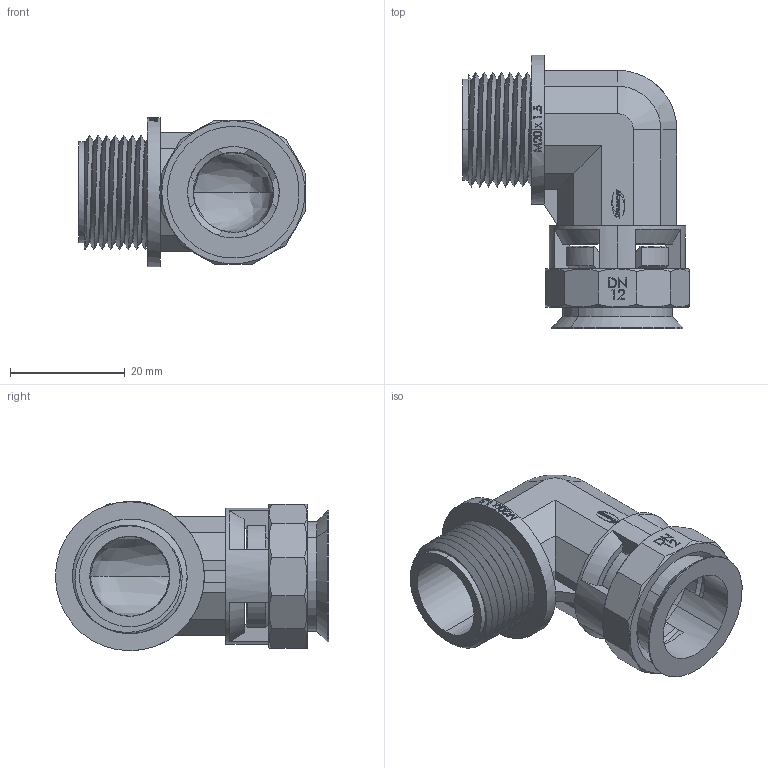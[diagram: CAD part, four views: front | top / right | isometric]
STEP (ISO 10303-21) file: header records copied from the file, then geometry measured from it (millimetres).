
FILE_DESCRIPTION (( 'STEP AP203' ), '1' );
FILE_NAME ('(NEC-12M25-)_I3040_0004_03_0.STEP', '2012-06-19T08:30:38', ( 'Llorenç' ), ( '' ), 'SwSTEP 2.0', 'SolidWorks 2007', '' );
FILE_SCHEMA (( 'CONFIG_CONTROL_DESIGN' ));
Length unit declared in the file: millimetre
Products named in the file (1): (NEC-12M25-)_I3040_0004_03_0
Bounding box: 39.56 x 47.7 x 26.1 mm (x, y, z)
Volume: 10844.8 mm3; surface area: 9991.6 mm2
Topology: 3 solids, 3 shells, 409 faces, 1108 edges, 723 vertices
Faces by surface type: plane 228, bspline 77, cylinder 66, cone 38
Entity records: 20255 total; most frequent: CARTESIAN_POINT 10633, ORIENTED_EDGE 2216, DIRECTION 1613, EDGE_CURVE 1108, VERTEX_POINT 723, VECTOR 605, LINE 605, AXIS2_PLACEMENT_3D 504
